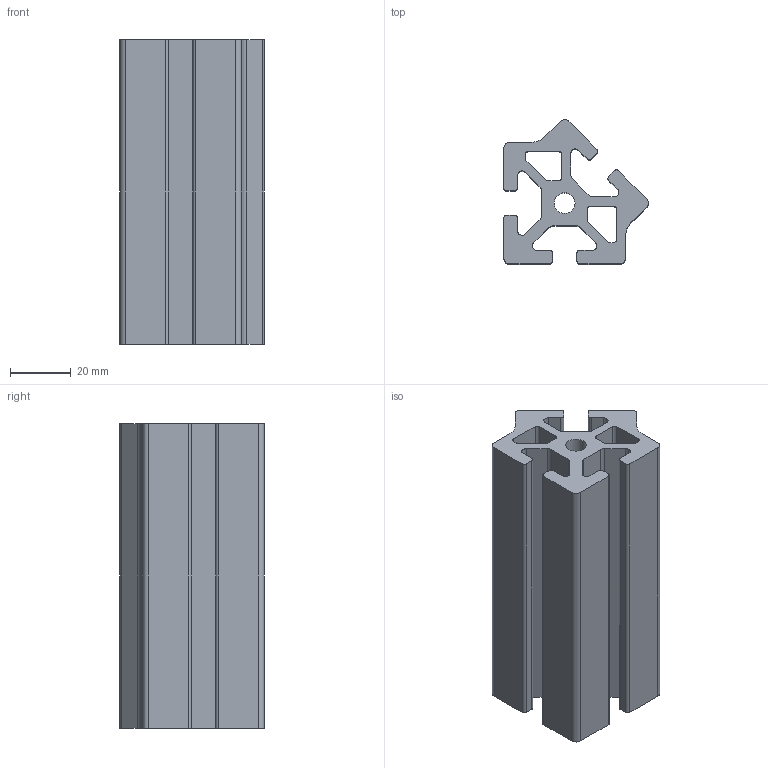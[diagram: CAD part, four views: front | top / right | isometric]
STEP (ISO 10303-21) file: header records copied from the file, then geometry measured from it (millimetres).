
FILE_DESCRIPTION(/* description */ ('PROF.40x40 45° 3C P'),/* implementation_level */ '2;1');
FILE_NAME(/* name */ 'BPRDD0000104.stp',/* time_stamp */ '2017-07-12T15:33:45+02:00',/* author */ ('fzagni'),/* organization */ (''),/* preprocessor_version */ 'ST-DEVELOPER v16.1',/* originating_system */ 'Autodesk Inventor 2016',/* authorisation */ '');
FILE_SCHEMA (('AUTOMOTIVE_DESIGN { 1 0 10303 214 3 1 1 }'));
Length unit declared in the file: millimetre
Products named in the file (1): 01.4040.P45A
Bounding box: 47.45 x 47.45 x 100 mm (x, y, z)
Volume: 94044.4 mm3; surface area: 40069.3 mm2
Topology: 1 solids, 1 shells, 86 faces, 252 edges, 168 vertices
Faces by surface type: plane 44, cylinder 42
Full cylindrical faces by diameter (mm): 6.8 x1
Entity records: 2911 total; most frequent: DIRECTION 509, CARTESIAN_POINT 506, ORIENTED_EDGE 502, EDGE_CURVE 251, AXIS2_PLACEMENT_3D 171, VERTEX_POINT 168, LINE 167, VECTOR 167
